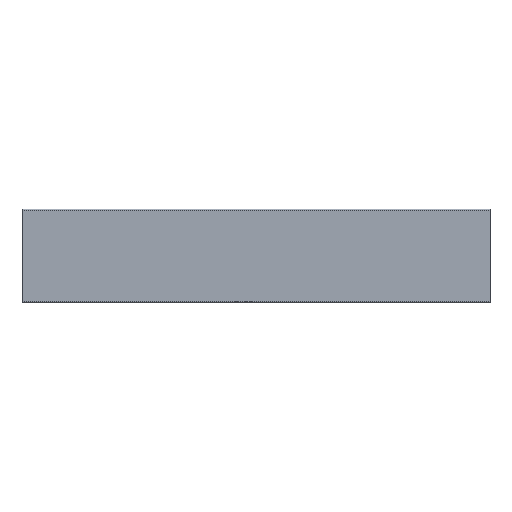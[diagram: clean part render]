
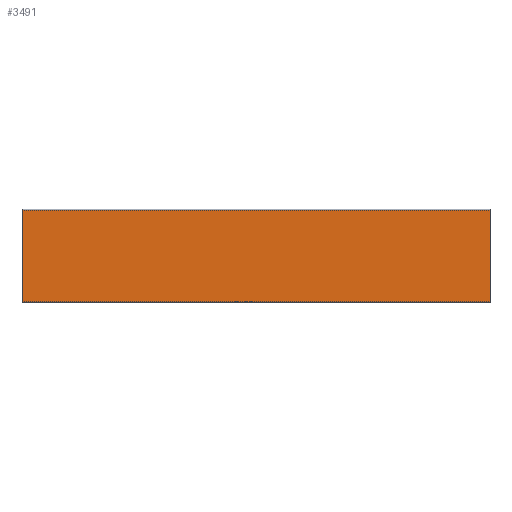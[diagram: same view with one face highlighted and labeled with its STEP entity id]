
A CAD part, top view. The second image highlights one B-rep face of the part: STEP entity #3491.
In plain terms, the highlighted planar face has unit normal (0, 0, 1).
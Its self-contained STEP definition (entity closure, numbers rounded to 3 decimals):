
#40 = CARTESIAN_POINT ( 'NONE',  ( 750., -150., 0. ) ) ;
#57 = LINE ( 'NONE', #40, #548 ) ;
#99 = CARTESIAN_POINT ( 'NONE',  ( -750., 146., 0. ) ) ;
#157 = CARTESIAN_POINT ( 'NONE',  ( 750., 146., 0. ) ) ;
#188 = DIRECTION ( 'NONE',  ( 0., 0., -1. ) ) ;
#357 = EDGE_CURVE ( 'NONE', #2373, #3487, #3373, .T. ) ;
#489 = CARTESIAN_POINT ( 'NONE',  ( -750., -150., 0. ) ) ;
#493 = EDGE_CURVE ( 'NONE', #1710, #2959, #2055, .T. ) ;
#513 = CARTESIAN_POINT ( 'NONE',  ( 750., -146., 0. ) ) ;
#548 = VECTOR ( 'NONE', #2674, 1000. ) ;
#994 = ORIENTED_EDGE ( 'NONE', *, *, #493, .T. ) ;
#1060 = EDGE_CURVE ( 'NONE', #2959, #2373, #57, .T. ) ;
#1106 = VECTOR ( 'NONE', #3159, 1000. ) ;
#1316 = CARTESIAN_POINT ( 'NONE',  ( 0., 0., 0. ) ) ;
#1440 = VECTOR ( 'NONE', #3185, 1000. ) ;
#1486 = PLANE ( 'NONE',  #3044 ) ;
#1710 = VERTEX_POINT ( 'NONE', #3411 ) ;
#1847 = EDGE_CURVE ( 'NONE', #3487, #1710, #2896, .T. ) ;
#2038 = EDGE_LOOP ( 'NONE', ( #3039, #3342, #994, #2854 ) ) ;
#2055 = LINE ( 'NONE', #2072, #1106 ) ;
#2072 = CARTESIAN_POINT ( 'NONE',  ( -750., -146., 0. ) ) ;
#2311 = CARTESIAN_POINT ( 'NONE',  ( 750., 146., 0. ) ) ;
#2373 = VERTEX_POINT ( 'NONE', #157 ) ;
#2484 = VECTOR ( 'NONE', #3141, 1000. ) ;
#2584 = DIRECTION ( 'NONE',  ( -1., 0., 0. ) ) ;
#2653 = FACE_OUTER_BOUND ( 'NONE', #2038, .T. ) ;
#2674 = DIRECTION ( 'NONE',  ( 0., 1., 0. ) ) ;
#2854 = ORIENTED_EDGE ( 'NONE', *, *, #1060, .T. ) ;
#2896 = LINE ( 'NONE', #489, #1440 ) ;
#2959 = VERTEX_POINT ( 'NONE', #513 ) ;
#3039 = ORIENTED_EDGE ( 'NONE', *, *, #357, .T. ) ;
#3044 = AXIS2_PLACEMENT_3D ( 'NONE', #1316, #188, #2584 ) ;
#3141 = DIRECTION ( 'NONE',  ( -1., 0., 0. ) ) ;
#3159 = DIRECTION ( 'NONE',  ( 1., 0., 0. ) ) ;
#3185 = DIRECTION ( 'NONE',  ( 0., -1., 0. ) ) ;
#3342 = ORIENTED_EDGE ( 'NONE', *, *, #1847, .T. ) ;
#3373 = LINE ( 'NONE', #2311, #2484 ) ;
#3411 = CARTESIAN_POINT ( 'NONE',  ( -750., -146., 0. ) ) ;
#3487 = VERTEX_POINT ( 'NONE', #99 ) ;
#3491 = ADVANCED_FACE ( 'NONE', ( #2653 ), #1486, .F. ) ;
